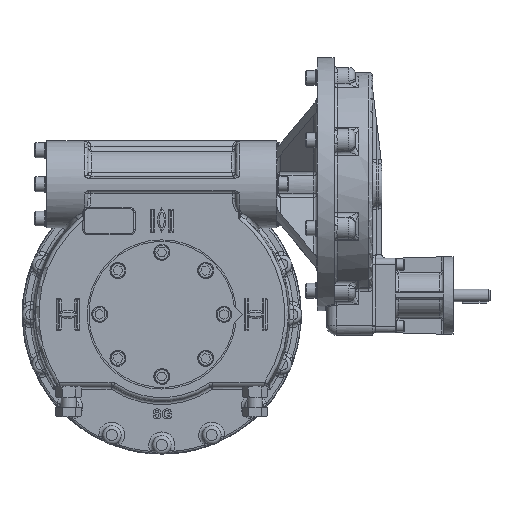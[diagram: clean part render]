
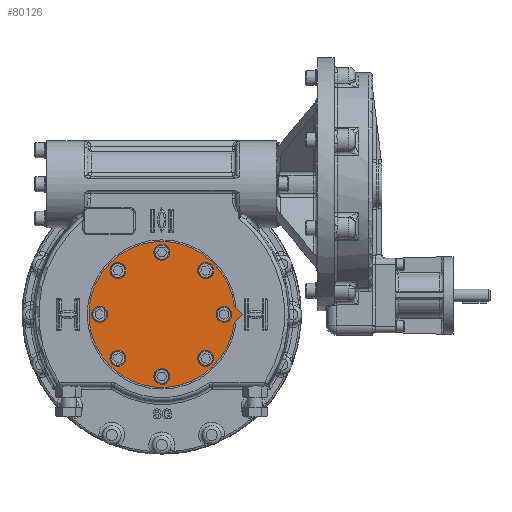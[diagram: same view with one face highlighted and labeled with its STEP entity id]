
A CAD part, top view. The second image highlights one B-rep face of the part: STEP entity #80126.
In plain terms, the highlighted planar face has unit normal (0, 0, 1).
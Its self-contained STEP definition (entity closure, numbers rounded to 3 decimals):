
#4621=CIRCLE('',#84824,12.7);
#4623=CIRCLE('',#84941,12.7);
#4625=CIRCLE('',#85058,12.7);
#4627=CIRCLE('',#85175,12.7);
#4629=CIRCLE('',#85292,12.7);
#4631=CIRCLE('',#85409,12.7);
#4633=CIRCLE('',#85526,12.7);
#4635=CIRCLE('',#85643,12.7);
#4636=CIRCLE('',#85646,117.5);
#27719=ORIENTED_EDGE('',*,*,#37008,.T.);
#27720=ORIENTED_EDGE('',*,*,#37334,.T.);
#27721=ORIENTED_EDGE('',*,*,#37660,.T.);
#27722=ORIENTED_EDGE('',*,*,#37986,.T.);
#27723=ORIENTED_EDGE('',*,*,#38312,.T.);
#27724=ORIENTED_EDGE('',*,*,#38638,.T.);
#27725=ORIENTED_EDGE('',*,*,#38964,.T.);
#27726=ORIENTED_EDGE('',*,*,#39290,.T.);
#27727=ORIENTED_EDGE('',*,*,#39291,.F.);
#27728=ORIENTED_EDGE('',*,*,#39292,.F.);
#27729=ORIENTED_EDGE('',*,*,#39293,.F.);
#37008=EDGE_CURVE('',#45256,#45256,#4621,.T.);
#37334=EDGE_CURVE('',#45470,#45470,#4623,.T.);
#37660=EDGE_CURVE('',#45684,#45684,#4625,.T.);
#37986=EDGE_CURVE('',#45898,#45898,#4627,.T.);
#38312=EDGE_CURVE('',#46112,#46112,#4629,.T.);
#38638=EDGE_CURVE('',#46326,#46326,#4631,.T.);
#38964=EDGE_CURVE('',#46540,#46540,#4633,.T.);
#39290=EDGE_CURVE('',#46754,#46754,#4635,.T.);
#39291=EDGE_CURVE('',#46755,#46756,#4636,.T.);
#39292=EDGE_CURVE('',#46757,#46755,#54680,.T.);
#39293=EDGE_CURVE('',#46756,#46757,#54681,.T.);
#45256=VERTEX_POINT('',#140957);
#45470=VERTEX_POINT('',#142024);
#45684=VERTEX_POINT('',#143091);
#45898=VERTEX_POINT('',#144158);
#46112=VERTEX_POINT('',#145225);
#46326=VERTEX_POINT('',#146292);
#46540=VERTEX_POINT('',#147359);
#46754=VERTEX_POINT('',#148426);
#46755=VERTEX_POINT('',#148430);
#46756=VERTEX_POINT('',#148431);
#46757=VERTEX_POINT('',#148433);
#54680=LINE('',#148432,#62606);
#54681=LINE('',#148434,#62607);
#62606=VECTOR('',#104595,1000.);
#62607=VECTOR('',#104596,1000.);
#67406=EDGE_LOOP('',(#27719));
#67407=EDGE_LOOP('',(#27720));
#67408=EDGE_LOOP('',(#27721));
#67409=EDGE_LOOP('',(#27722));
#67410=EDGE_LOOP('',(#27723));
#67411=EDGE_LOOP('',(#27724));
#67412=EDGE_LOOP('',(#27725));
#67413=EDGE_LOOP('',(#27726));
#67414=EDGE_LOOP('',(#27727,#27728,#27729));
#72213=FACE_BOUND('',#67406,.T.);
#72214=FACE_BOUND('',#67407,.T.);
#72215=FACE_BOUND('',#67408,.T.);
#72216=FACE_BOUND('',#67409,.T.);
#72217=FACE_BOUND('',#67410,.T.);
#72218=FACE_BOUND('',#67411,.T.);
#72219=FACE_BOUND('',#67412,.T.);
#72220=FACE_BOUND('',#67413,.T.);
#72221=FACE_BOUND('',#67414,.T.);
#75680=PLANE('',#85645);
#80126=ADVANCED_FACE('',(#72213,#72214,#72215,#72216,#72217,#72218,#72219,
#72220,#72221),#75680,.F.);
#84824=AXIS2_PLACEMENT_3D('',#140956,#101045,#101046);
#84941=AXIS2_PLACEMENT_3D('',#142023,#101551,#101552);
#85058=AXIS2_PLACEMENT_3D('',#143090,#102057,#102058);
#85175=AXIS2_PLACEMENT_3D('',#144157,#102563,#102564);
#85292=AXIS2_PLACEMENT_3D('',#145224,#103069,#103070);
#85409=AXIS2_PLACEMENT_3D('',#146291,#103575,#103576);
#85526=AXIS2_PLACEMENT_3D('',#147358,#104081,#104082);
#85643=AXIS2_PLACEMENT_3D('',#148425,#104587,#104588);
#85645=AXIS2_PLACEMENT_3D('',#148428,#104591,#104592);
#85646=AXIS2_PLACEMENT_3D('',#148429,#104593,#104594);
#101045=DIRECTION('',(0.,0.,-1.));
#101046=DIRECTION('',(0.,1.,0.));
#101551=DIRECTION('',(0.,0.,-1.));
#101552=DIRECTION('',(0.,1.,0.));
#102057=DIRECTION('',(0.,0.,-1.));
#102058=DIRECTION('',(0.,1.,0.));
#102563=DIRECTION('',(0.,0.,-1.));
#102564=DIRECTION('',(0.,1.,0.));
#103069=DIRECTION('',(0.,0.,-1.));
#103070=DIRECTION('',(0.,1.,0.));
#103575=DIRECTION('',(0.,0.,-1.));
#103576=DIRECTION('',(0.,1.,0.));
#104081=DIRECTION('',(0.,0.,-1.));
#104082=DIRECTION('',(0.,1.,0.));
#104587=DIRECTION('',(0.,0.,-1.));
#104588=DIRECTION('',(0.,1.,0.));
#104591=DIRECTION('',(0.,0.,-1.));
#104592=DIRECTION('',(0.,1.,0.));
#104593=DIRECTION('',(0.,0.,-1.));
#104594=DIRECTION('',(1.,0.,0.));
#104595=DIRECTION('',(-0.707,-0.707,0.));
#104596=DIRECTION('',(0.707,-0.707,0.));
#140956=CARTESIAN_POINT('',(100.,0.,122.));
#140957=CARTESIAN_POINT('',(100.,12.7,122.));
#142023=CARTESIAN_POINT('',(0.,-100.,122.));
#142024=CARTESIAN_POINT('',(0.,-87.3,122.));
#143090=CARTESIAN_POINT('',(-70.711,-70.711,122.));
#143091=CARTESIAN_POINT('',(-70.711,-58.011,122.));
#144157=CARTESIAN_POINT('',(70.711,-70.711,122.));
#144158=CARTESIAN_POINT('',(70.711,-58.011,122.));
#145224=CARTESIAN_POINT('',(0.,100.,122.));
#145225=CARTESIAN_POINT('',(0.,112.7,122.));
#146291=CARTESIAN_POINT('',(70.711,70.711,122.));
#146292=CARTESIAN_POINT('',(70.711,83.411,122.));
#147358=CARTESIAN_POINT('',(-100.,0.,122.));
#147359=CARTESIAN_POINT('',(-100.,12.7,122.));
#148425=CARTESIAN_POINT('',(-70.711,70.711,122.));
#148426=CARTESIAN_POINT('',(-70.711,83.411,122.));
#148428=CARTESIAN_POINT('',(0.,0.,
122.));
#148429=CARTESIAN_POINT('',(0.,0.,
122.));
#148430=CARTESIAN_POINT('',(116.751,-13.249,122.));
#148431=CARTESIAN_POINT('',(116.751,13.249,122.));
#148432=CARTESIAN_POINT('',(130.,0.,122.));
#148433=CARTESIAN_POINT('',(130.,0.,122.));
#148434=CARTESIAN_POINT('',(116.751,13.249,122.));
